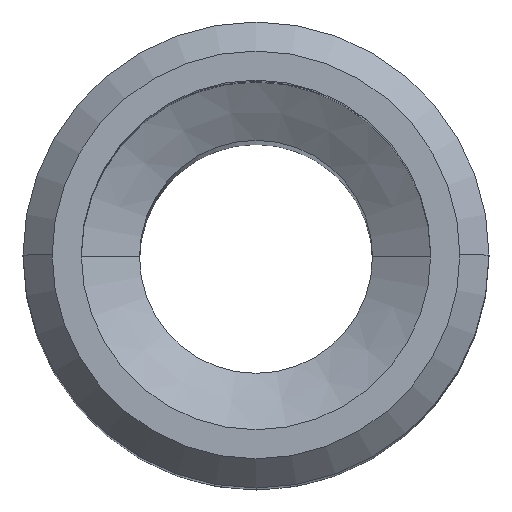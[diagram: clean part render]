
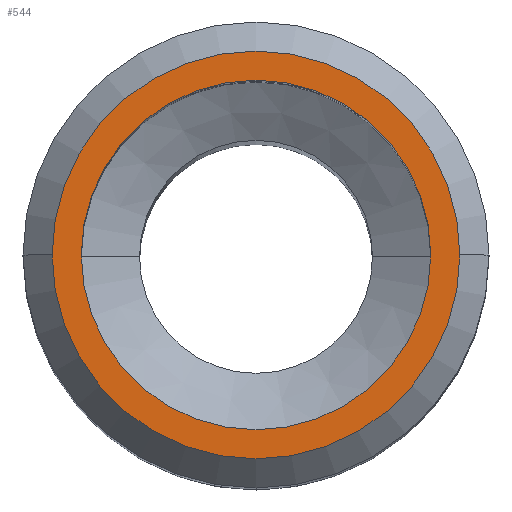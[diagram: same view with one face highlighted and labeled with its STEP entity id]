
A CAD part, top view. The second image highlights one B-rep face of the part: STEP entity #544.
In plain terms, the highlighted planar face has unit normal (0, 0, 1).
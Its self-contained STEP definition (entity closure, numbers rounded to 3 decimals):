
#16=CARTESIAN_POINT('',(0.,0.,0.));
#17=DIRECTION('',(0.,0.,-1.));
#18=DIRECTION('',(1.,0.,0.));
#19=AXIS2_PLACEMENT_3D('',#16,#17,#18);
#25=CARTESIAN_POINT('',(0.,0.,0.));
#26=DIRECTION('',(0.,0.,1.));
#27=DIRECTION('',(1.,0.,0.));
#28=AXIS2_PLACEMENT_3D('',#25,#26,#27);
#33=CARTESIAN_POINT('',(0.,0.,0.));
#34=DIRECTION('',(0.,0.,-1.));
#35=DIRECTION('',(-1.,0.,0.));
#36=AXIS2_PLACEMENT_3D('',#33,#34,#35);
#41=CARTESIAN_POINT('',(0.,0.,0.));
#42=DIRECTION('',(0.,0.,-1.));
#43=DIRECTION('',(1.,0.,0.));
#44=AXIS2_PLACEMENT_3D('',#41,#42,#43);
#484=CARTESIAN_POINT('',(3.,0.,0.));
#486=VERTEX_POINT('',#484);
#492=CARTESIAN_POINT('',(-3.,0.,0.));
#494=VERTEX_POINT('',#492);
#515=CARTESIAN_POINT('',(-3.5,0.,0.));
#516=CARTESIAN_POINT('',(3.5,0.,0.));
#517=VERTEX_POINT('',#515);
#518=VERTEX_POINT('',#516);
#527=CARTESIAN_POINT('',(0.,0.,0.));
#528=DIRECTION('',(0.,0.,1.));
#529=DIRECTION('',(-1.,0.,0.));
#530=AXIS2_PLACEMENT_3D('',#527,#528,#529);
#531=PLANE('',#530);
#533=ORIENTED_EDGE('',*,*,#532,.T.);
#535=ORIENTED_EDGE('',*,*,#534,.T.);
#536=EDGE_LOOP('',(#533,#535));
#537=FACE_OUTER_BOUND('',#536,.F.);
#539=ORIENTED_EDGE('',*,*,#538,.F.);
#541=ORIENTED_EDGE('',*,*,#540,.T.);
#542=EDGE_LOOP('',(#539,#541));
#543=FACE_BOUND('',#542,.F.);
#20=CIRCLE('',#19,3.);
#29=CIRCLE('',#28,3.);
#37=CIRCLE('',#36,3.5);
#45=CIRCLE('',#44,3.5);
#532=EDGE_CURVE('',#517,#518,#37,.T.);
#534=EDGE_CURVE('',#518,#517,#45,.T.);
#538=EDGE_CURVE('',#486,#494,#20,.T.);
#540=EDGE_CURVE('',#486,#494,#29,.T.);
#544=ADVANCED_FACE('',(#537,#543),#531,.T.);
